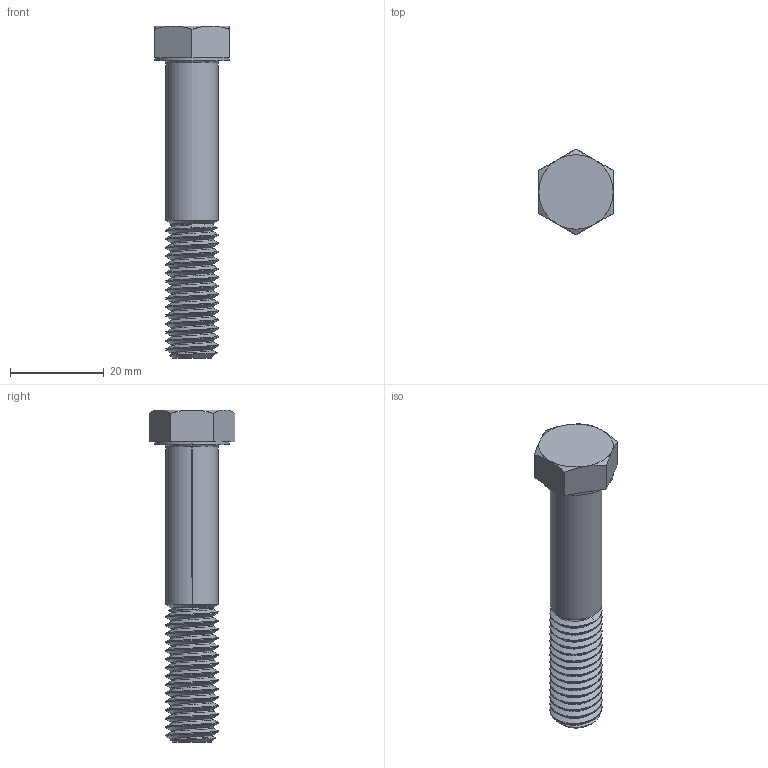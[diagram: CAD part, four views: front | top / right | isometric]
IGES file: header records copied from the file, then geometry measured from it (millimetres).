
Start section: SolidWorks IGES file using analytic representation for surfaces
Global section: file name: B00A32CRY2.3D.IGS; native system: SolidWorks 2012; preprocessor: SolidWorks 2012; author: AE-13; date: 130729.132302; units: inch
Bounding box: 15.88 x 18.33 x 70.89 mm (x, y, z)
Surface area: 3527.5 mm2 (no closed solid volume)
Topology: 0 solids, 0 shells, 68 faces, 1480 edges, 1480 vertices
Faces by surface type: revolution 46, bspline 22
